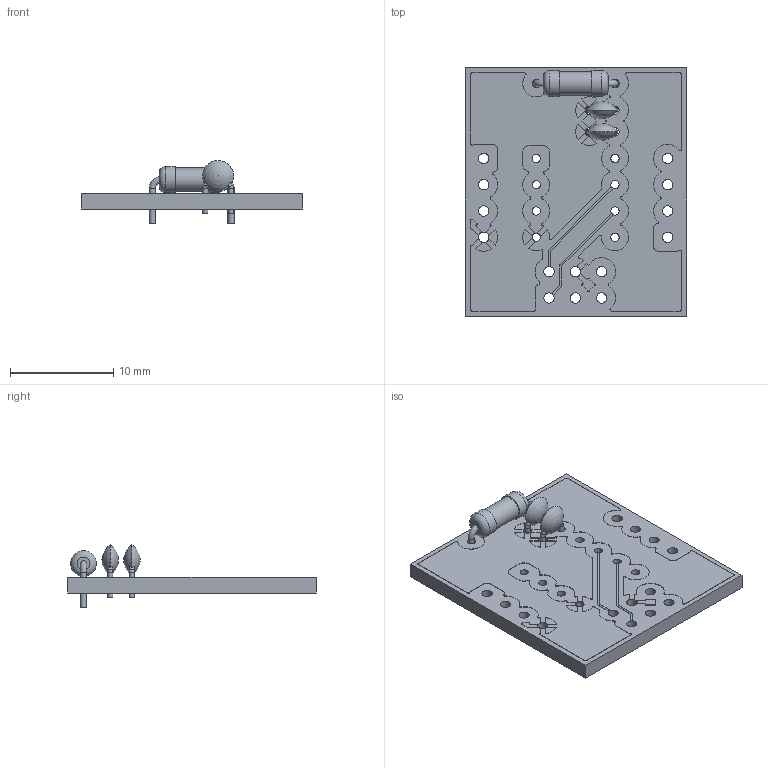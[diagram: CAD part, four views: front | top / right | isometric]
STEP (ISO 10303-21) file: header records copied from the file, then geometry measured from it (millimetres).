
FILE_DESCRIPTION(('KiCad electronic assembly'),'2;1');
FILE_NAME('board_board.step','2025-07-07T18:49:17',('Pcbnew'),('Kicad'), 'Open CASCADE STEP processor 7.8','KiCad to STEP converter','Unknown' );
FILE_SCHEMA(('AUTOMOTIVE_DESIGN { 1 0 10303 214 1 1 1 1 }'));
Length unit declared in the file: millimetre
Products named in the file (5): board_board 1; C_Disc_D3.0mm_W1.6mm_P2.50mm; R_Axial_DIN0207_L6.3mm_D2.5mm_P7.62mm_Horizontal; board_copper; board_PCB
Assembly tree (5 placements, depth 2):
  board_board 1
    C_Disc_D3.0mm_W1.6mm_P2.50mm  x2
    R_Axial_DIN0207_L6.3mm_D2.5mm_P7.62mm_Horizontal
    board_copper
    board_PCB
Bounding box: 21.37 x 24.02 x 6.1 mm (x, y, z)
Volume: 802.8 mm3; surface area: 2019 mm2
Topology: 25 solids, 25 shells, 578 faces, 1570 edges, 1042 vertices
Faces by surface type: plane 385, cylinder 181, revolution 4, sphere 4, torus 4
Full cylindrical faces by diameter (mm): 0.5 x4, 0.6 x2, 0.8 x14, 1 x14, 2.25 x1, 2.5 x2
Entity records: 18854 total; most frequent: CARTESIAN_POINT 3696, ORIENTED_EDGE 3074, DIRECTION 3030, EDGE_CURVE 1537, LINE 1166, VECTOR 1166, VERTEX_POINT 1023, AXIS2_PLACEMENT_3D 931
